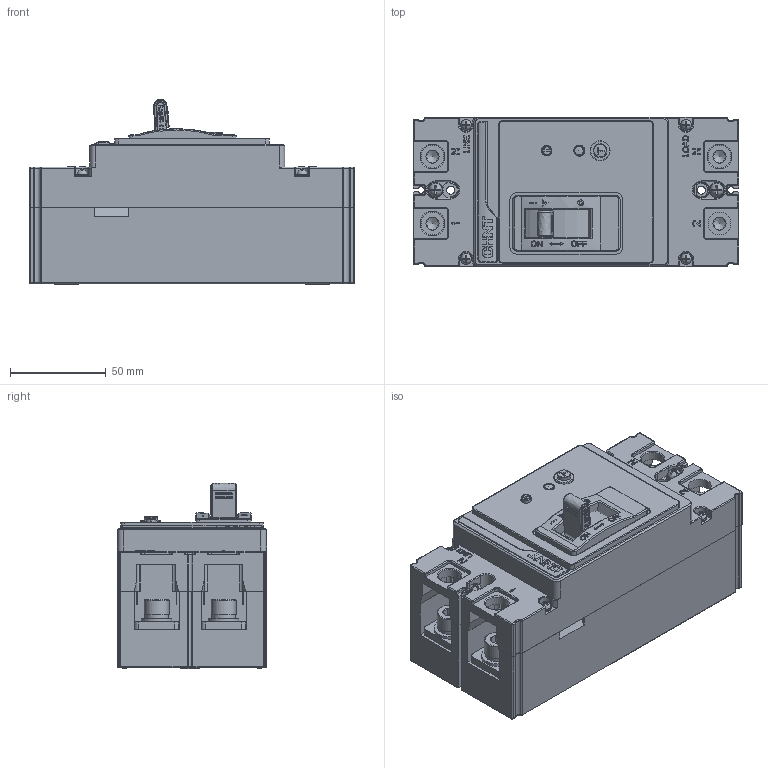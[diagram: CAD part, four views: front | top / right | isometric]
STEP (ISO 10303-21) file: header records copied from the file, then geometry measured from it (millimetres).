
FILE_DESCRIPTION(/* description */ (''),/* implementation_level */ '2;1');
FILE_NAME(/* name */ 'NXMLE-250S 2P.stp',/* time_stamp */ '2019-10-24T12:54:39+08:00',/* author */ (''),/* organization */ (''),/* preprocessor_version */ 'ST-DEVELOPER v11',/* originating_system */ 'SIEMENS PLM Software NX 7.5',/* authorisation */ '');
FILE_SCHEMA (('CONFIG_CONTROL_DESIGN'));
Products named in the file (1): NXMLE-250S 2P
Bounding box: 170 x 78 x 96.96 mm (x, y, z)
Volume: 370194 mm3; surface area: 212197.8 mm2
Topology: 75 solids, 77 shells, 3910 faces, 10304 edges, 6578 vertices
Faces by surface type: plane 2225, cylinder 1008, cone 171, extrusion 152, torus 141, sphere 125, bspline 88
Full cylindrical faces by diameter (mm): 1.2 x1, 1.8 x1, 2 x2, 2.5 x1, 2.849 x8, 3 x20, 3.11 x8, 3.5 x4, 3.8 x4, 4 x20, 4.2 x2, 4.3 x6, 4.5 x10, 4.91 x4, 5 x8, 5.4 x4, 5.5 x3, 5.8 x5, 5.85 x8, 6.41 x4, 7 x16, 7.2 x1, 7.5 x4, 8 x6, 8.1 x4, 8.5 x2, 9 x4, 10 x6, 10.5 x3, 12 x4
Entity records: 133661 total; most frequent: CARTESIAN_POINT 39941, ORIENTED_EDGE 19518, DIRECTION 18835, EDGE_CURVE 9759, AXIS2_PLACEMENT_3D 6510, VERTEX_POINT 6438, VECTOR 5815, LINE 5663
